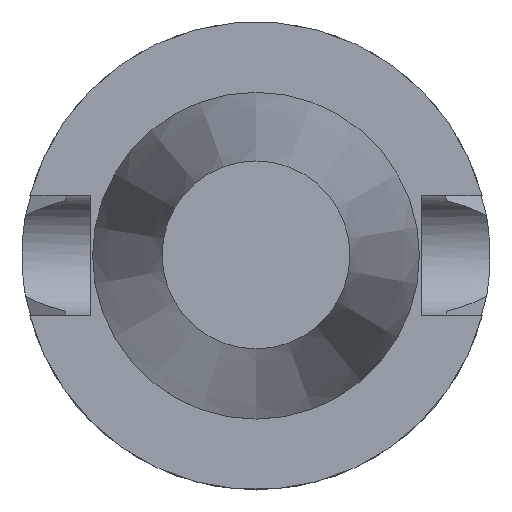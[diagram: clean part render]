
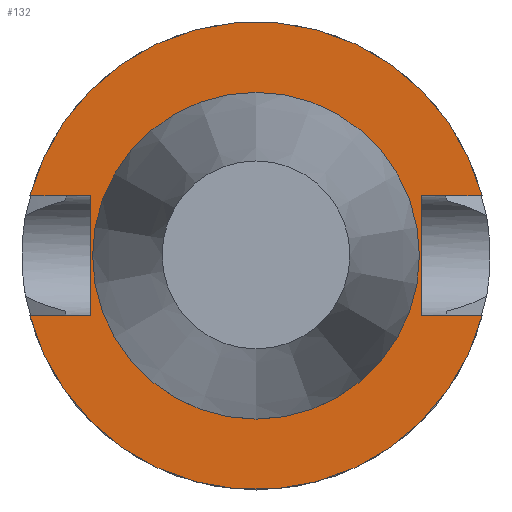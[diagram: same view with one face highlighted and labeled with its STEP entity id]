
A CAD part, top view. The second image highlights one B-rep face of the part: STEP entity #132.
In plain terms, the highlighted planar face has unit normal (0, 0, 1).
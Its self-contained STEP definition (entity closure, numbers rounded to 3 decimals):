
#132=ADVANCED_FACE('240[2]',(#365,#366),#367,.T.);
#191=EDGE_CURVE('240[2]',#459,#459,#460,.T.);
#228=EDGE_CURVE('240[2]',#422,#512,#513,.T.);
#232=EDGE_CURVE('240[2]',#517,#490,#518,.T.);
#242=EDGE_CURVE('240[2]',#512,#490,#532,.T.);
#251=EDGE_CURVE('240[2]',#544,#496,#545,.T.);
#271=EDGE_CURVE('240[2]',#568,#422,#571,.T.);
#301=EDGE_CURVE('240[2]',#496,#547,#608,.T.);
#303=EDGE_CURVE('240[2]',#517,#544,#610,.T.);
#320=EDGE_CURVE('240[2]',#568,#547,#630,.T.);
#365=FACE_BOUND('',#672,.T.);
#366=FACE_OUTER_BOUND('',#673,.T.);
#367=PLANE('',#674);
#422=VERTEX_POINT('',#795);
#459=VERTEX_POINT('',#870);
#460=CIRCLE('',#871,34.925);
#490=VERTEX_POINT('',#984);
#496=VERTEX_POINT('',#993);
#512=VERTEX_POINT('',#1014);
#513=LINE('',#1015,#1016);
#517=VERTEX_POINT('',#1023);
#518=CIRCLE('',#1024,50.0);
#532=LINE('',#1043,#1044);
#544=VERTEX_POINT('',#1060);
#545=LINE('',#1061,#1062);
#547=VERTEX_POINT('',#1065);
#568=VERTEX_POINT('',#1106);
#571=LINE('',#1111,#1112);
#608=LINE('',#1184,#1185);
#610=LINE('',#1188,#1189);
#630=CIRCLE('',#1312,50.0);
#672=EDGE_LOOP('',(#1369));
#673=EDGE_LOOP('',(#1370,#1371,#1372,#1373,#1374,#1375,#1376,#1377));
#674=AXIS2_PLACEMENT_3D('',#1378,#1379,#1380);
#795=CARTESIAN_POINT('',(35.4,-12.85,-3.0));
#870=CARTESIAN_POINT('',(0.,34.925,-3.0));
#871=AXIS2_PLACEMENT_3D('',#1456,#1457,#1458);
#984=CARTESIAN_POINT('',(48.321,12.85,-3.0));
#993=CARTESIAN_POINT('',(-35.4,-12.85,-3.0));
#1014=CARTESIAN_POINT('',(35.4,12.85,-3.));
#1015=CARTESIAN_POINT('',(35.4,21.231,-3.));
#1016=VECTOR('',#1531,1.0);
#1023=CARTESIAN_POINT('',(-48.321,12.85,-3.0));
#1024=AXIS2_PLACEMENT_3D('',#1533,#1534,#1535);
#1043=CARTESIAN_POINT('',(17.7,12.85,-3.));
#1044=VECTOR('',#1549,1.0);
#1060=CARTESIAN_POINT('',(-35.4,12.85,-3.));
#1061=CARTESIAN_POINT('',(-35.4,14.806,-3.));
#1062=VECTOR('',#1566,1.0);
#1065=CARTESIAN_POINT('',(-48.321,-12.85,-3.0));
#1106=CARTESIAN_POINT('',(48.321,-12.85,-3.0));
#1111=CARTESIAN_POINT('',(17.7,-12.85,-3.0));
#1112=VECTOR('',#1593,1.0);
#1184=CARTESIAN_POINT('',(-17.7,-12.85,-3.0));
#1185=VECTOR('',#1637,1.0);
#1188=CARTESIAN_POINT('',(-17.7,12.85,-3.));
#1189=VECTOR('',#1638,1.0);
#1312=AXIS2_PLACEMENT_3D('',#1649,#1650,#1651);
#1369=ORIENTED_EDGE('',*,*,#191,.T.);
#1370=ORIENTED_EDGE('',*,*,#303,.T.);
#1371=ORIENTED_EDGE('',*,*,#251,.T.);
#1372=ORIENTED_EDGE('',*,*,#301,.T.);
#1373=ORIENTED_EDGE('',*,*,#320,.F.);
#1374=ORIENTED_EDGE('',*,*,#271,.T.);
#1375=ORIENTED_EDGE('',*,*,#228,.T.);
#1376=ORIENTED_EDGE('',*,*,#242,.T.);
#1377=ORIENTED_EDGE('',*,*,#232,.F.);
#1378=CARTESIAN_POINT('',(0.,42.463,-3.));
#1379=DIRECTION('',(0.,0.,1.0));
#1380=DIRECTION('',(1.0,0.,0.0));
#1456=CARTESIAN_POINT('',(0.,0.,-3.0));
#1457=DIRECTION('',(0.,0.,-1.0));
#1458=DIRECTION('',(0.,1.0,0.));
#1531=DIRECTION('',(-0.0,1.0,0.));
#1533=CARTESIAN_POINT('',(0.,0.,-3.0));
#1534=DIRECTION('',(0.,0.,-1.0));
#1535=DIRECTION('',(0.,1.0,0.));
#1549=DIRECTION('',(1.0,0.0,0.));
#1566=DIRECTION('',(-0.0,-1.0,0.));
#1593=DIRECTION('',(-1.0,0.0,0.));
#1637=DIRECTION('',(-1.0,0.0,0.));
#1638=DIRECTION('',(1.0,0.0,0.));
#1649=CARTESIAN_POINT('',(0.,0.,-3.0));
#1650=DIRECTION('',(0.,0.,-1.0));
#1651=DIRECTION('',(0.,1.0,0.));
